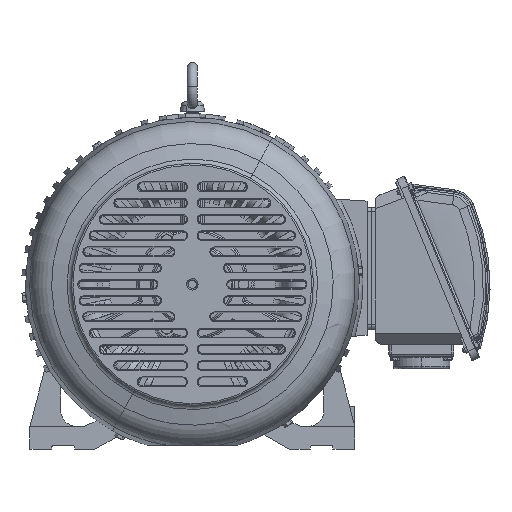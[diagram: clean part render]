
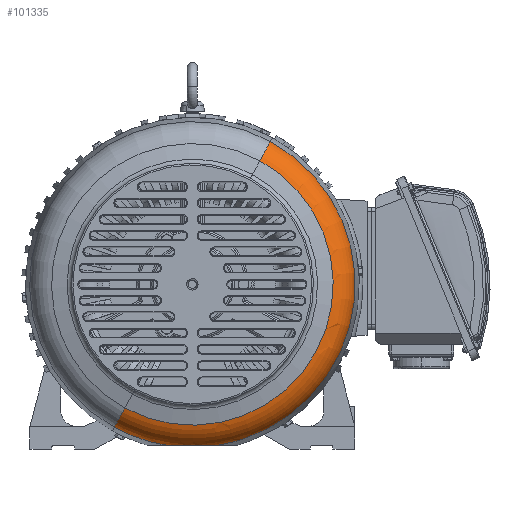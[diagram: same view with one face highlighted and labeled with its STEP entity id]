
A CAD part, front view. The second image highlights one B-rep face of the part: STEP entity #101335.
In plain terms, the highlighted toroidal (fillet/blend) face has major radius 163.789 mm and minor radius 37 mm.
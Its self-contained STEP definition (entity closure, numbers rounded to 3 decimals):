
#99443=CARTESIAN_POINT('Vertex',(-83.116,-363.471,-152.142)) ;
#99445=CARTESIAN_POINT('Vertex',(83.116,-363.471,152.142)) ;
#99465=CARTESIAN_POINT('Axis2P3D Location',(0.,-363.471,0.)) ;
#99508=CARTESIAN_POINT('Axis2P3D Location',(0.,-327.732,0.)) ;
#99517=CARTESIAN_POINT('Vertex',(-96.093,-332.852,-175.897)) ;
#99519=CARTESIAN_POINT('Vertex',(96.093,-332.852,175.897)) ;
#99522=CARTESIAN_POINT('Axis2P3D Location',(-78.525,-327.732,-143.738)) ;
#99527=CARTESIAN_POINT('Axis2P3D Location',(78.525,-327.732,143.738)) ;
#101157=CARTESIAN_POINT('Vertex',(-31.136,-332.852,-198.)) ;
#101196=CARTESIAN_POINT('Vertex',(31.136,-332.852,-198.)) ;
#101200=CARTESIAN_POINT('Control Point',(31.136,-332.852,-198.)) ;
#101201=CARTESIAN_POINT('Control Point',(30.257,-333.83,-198.)) ;
#101202=CARTESIAN_POINT('Control Point',(29.232,-334.698,-198.)) ;
#101203=CARTESIAN_POINT('Control Point',(28.122,-335.468,-198.)) ;
#101204=CARTESIAN_POINT('Control Point',(25.292,-337.139,-198.)) ;
#101205=CARTESIAN_POINT('Control Point',(22.212,-338.397,-198.)) ;
#101206=CARTESIAN_POINT('Control Point',(20.359,-339.025,-198.)) ;
#101207=CARTESIAN_POINT('Control Point',(15.98,-340.267,-198.)) ;
#101208=CARTESIAN_POINT('Control Point',(11.478,-341.064,-198.)) ;
#101209=CARTESIAN_POINT('Control Point',(8.902,-341.397,-198.)) ;
#101210=CARTESIAN_POINT('Control Point',(3.204,-341.89,-198.)) ;
#101211=CARTESIAN_POINT('Control Point',(-2.52,-341.874,-198.)) ;
#101212=CARTESIAN_POINT('Control Point',(-5.632,-341.721,-198.)) ;
#101213=CARTESIAN_POINT('Control Point',(-10.839,-341.212,-198.)) ;
#101214=CARTESIAN_POINT('Control Point',(-15.956,-340.21,-198.)) ;
#101215=CARTESIAN_POINT('Control Point',(-17.997,-339.718,-198.)) ;
#101216=CARTESIAN_POINT('Control Point',(-21.542,-338.676,-198.)) ;
#101217=CARTESIAN_POINT('Control Point',(-24.919,-337.246,-198.)) ;
#101218=CARTESIAN_POINT('Control Point',(-26.332,-336.547,-198.)) ;
#101219=CARTESIAN_POINT('Control Point',(-28.21,-335.44,-198.)) ;
#101220=CARTESIAN_POINT('Control Point',(-29.879,-334.095,-198.)) ;
#101221=CARTESIAN_POINT('Control Point',(-30.323,-333.702,-198.)) ;
#101222=CARTESIAN_POINT('Control Point',(-30.744,-333.288,-198.)) ;
#101223=CARTESIAN_POINT('Control Point',(-31.136,-332.852,-198.)) ;
#101271=CARTESIAN_POINT('Axis2P3D Location',(0.,-332.852,0.)) ;
#101275=CARTESIAN_POINT('Vertex',(-60.766,-332.852,-191.)) ;
#101278=CARTESIAN_POINT('Axis2P3D Location',(0.,-332.852,0.)) ;
#101299=CARTESIAN_POINT('Axis2P3D Location',(0.,-332.852,0.)) ;
#101303=CARTESIAN_POINT('Vertex',(60.766,-332.852,-191.)) ;
#101306=CARTESIAN_POINT('Axis2P3D Location',(0.,-332.852,0.)) ;
#99466=DIRECTION('Axis2P3D Direction',(0.,1.,0.)) ;
#99509=DIRECTION('Axis2P3D Direction',(0.,1.,0.)) ;
#99510=DIRECTION('Axis2P3D XDirection',(0.479,0.,0.878)) ;
#99523=DIRECTION('Axis2P3D Direction',(0.878,0.,-0.479)) ;
#99528=DIRECTION('Axis2P3D Direction',(-0.878,0.,0.479)) ;
#101272=DIRECTION('Axis2P3D Direction',(0.,1.,0.)) ;
#101279=DIRECTION('Axis2P3D Direction',(0.,1.,0.)) ;
#101300=DIRECTION('Axis2P3D Direction',(0.,1.,0.)) ;
#101307=DIRECTION('Axis2P3D Direction',(0.,1.,0.)) ;
#99467=AXIS2_PLACEMENT_3D('Circle Axis2P3D',#99465,#99466,$) ;
#99511=AXIS2_PLACEMENT_3D('Torus Axis2P3D',#99508,#99509,#99510) ;
#99524=AXIS2_PLACEMENT_3D('Circle Axis2P3D',#99522,#99523,$) ;
#99529=AXIS2_PLACEMENT_3D('Circle Axis2P3D',#99527,#99528,$) ;
#101273=AXIS2_PLACEMENT_3D('Circle Axis2P3D',#101271,#101272,$) ;
#101280=AXIS2_PLACEMENT_3D('Circle Axis2P3D',#101278,#101279,$) ;
#101301=AXIS2_PLACEMENT_3D('Circle Axis2P3D',#101299,#101300,$) ;
#101308=AXIS2_PLACEMENT_3D('Circle Axis2P3D',#101306,#101307,$) ;
#101326=ORIENTED_EDGE('',*,*,#101305,.F.) ;
#101327=ORIENTED_EDGE('',*,*,#99531,.T.) ;
#101328=ORIENTED_EDGE('',*,*,#99469,.T.) ;
#101329=ORIENTED_EDGE('',*,*,#99526,.F.) ;
#101330=ORIENTED_EDGE('',*,*,#101277,.F.) ;
#101331=ORIENTED_EDGE('',*,*,#101282,.F.) ;
#101332=ORIENTED_EDGE('',*,*,#101224,.F.) ;
#101333=ORIENTED_EDGE('',*,*,#101310,.F.) ;
#101335=ADVANCED_FACE('31407C383.1',(#101334),#99512,.T.) ;
#101199=B_SPLINE_CURVE_WITH_KNOTS('',5,(#101200,#101201,#101202,#101203,#101204,#101205,#101206,#101207,#101208,#101209,#101210,#101211,#101212,#101213,#101214,#101215,#101216,#101217,#101218,#101219,#101220,#101221,#101222,#101223),.UNSPECIFIED.,.F.,.U.,(6,3,3,3,3,3,3,6),(0.,8.955,21.762,38.638,58.858,72.544,82.93,86.922),.UNSPECIFIED.) ;
#99468=CIRCLE('generated circle',#99467,173.365) ;
#99525=CIRCLE('generated circle',#99524,37.) ;
#99530=CIRCLE('generated circle',#99529,37.) ;
#101274=CIRCLE('generated circle',#101273,200.433) ;
#101281=CIRCLE('generated circle',#101280,200.433) ;
#101302=CIRCLE('generated circle',#101301,200.433) ;
#101309=CIRCLE('generated circle',#101308,200.433) ;
#99512=TOROIDAL_SURFACE('homeo Torus',#99511,163.789,37.) ;
#99469=EDGE_CURVE('',#99446,#99444,#99468,.T.) ;
#99526=EDGE_CURVE('',#99518,#99444,#99525,.F.) ;
#99531=EDGE_CURVE('',#99520,#99446,#99530,.F.) ;
#101224=EDGE_CURVE('',#101197,#101158,#101199,.T.) ;
#101277=EDGE_CURVE('',#101276,#99518,#101274,.T.) ;
#101282=EDGE_CURVE('',#101158,#101276,#101281,.T.) ;
#101305=EDGE_CURVE('',#99520,#101304,#101302,.T.) ;
#101310=EDGE_CURVE('',#101304,#101197,#101309,.T.) ;
#101325=EDGE_LOOP('',(#101326,#101327,#101328,#101329,#101330,#101331,#101332,#101333)) ;
#101334=FACE_OUTER_BOUND('',#101325,.T.) ;
#99444=VERTEX_POINT('',#99443) ;
#99446=VERTEX_POINT('',#99445) ;
#99518=VERTEX_POINT('',#99517) ;
#99520=VERTEX_POINT('',#99519) ;
#101158=VERTEX_POINT('',#101157) ;
#101197=VERTEX_POINT('',#101196) ;
#101276=VERTEX_POINT('',#101275) ;
#101304=VERTEX_POINT('',#101303) ;
